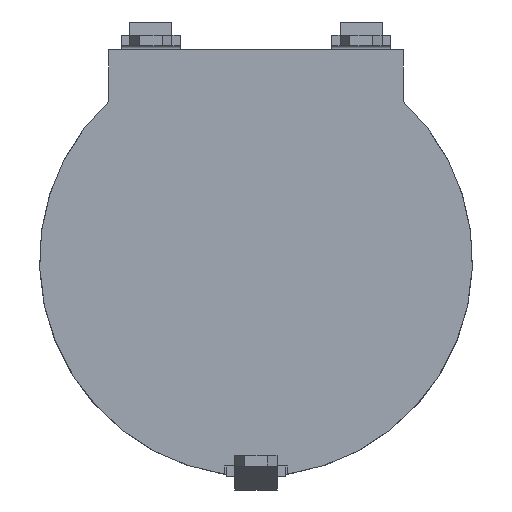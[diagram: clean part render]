
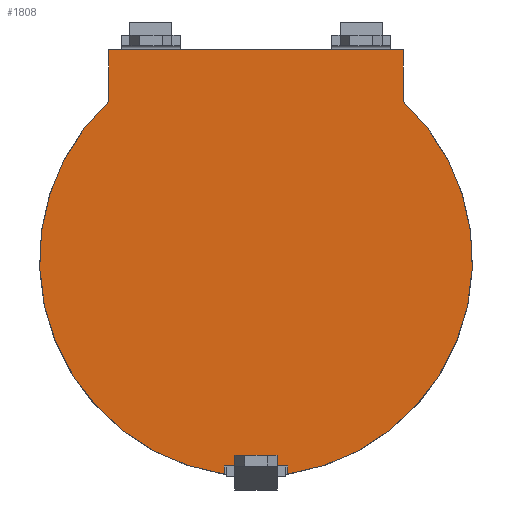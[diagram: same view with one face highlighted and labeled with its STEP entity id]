
A CAD part, front view. The second image highlights one B-rep face of the part: STEP entity #1808.
In plain terms, the highlighted planar face has unit normal (0, -1, 0).
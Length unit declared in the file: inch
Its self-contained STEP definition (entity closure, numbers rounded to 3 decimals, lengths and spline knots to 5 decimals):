
#1=DIRECTION('',(1.,0.,0.));
#2=VECTOR('',#1,0.05512);
#3=CARTESIAN_POINT('',(-0.02756,0.,-0.19291));
#4=LINE('',#3,#2);
#5=DIRECTION('',(1.,0.,0.));
#6=VECTOR('',#5,0.00197);
#7=CARTESIAN_POINT('',(-0.02953,0.,-0.19291));
#8=LINE('',#7,#6);
#9=DIRECTION('',(0.,0.,-1.));
#10=VECTOR('',#9,0.00768);
#11=CARTESIAN_POINT('',(-0.02953,0.,-0.19291));
#12=LINE('',#11,#10);
#13=CARTESIAN_POINT('',(0.,0.,0.));
#14=DIRECTION('',(0.,1.,0.));
#15=DIRECTION('',(-0.146,0.,-0.989));
#16=AXIS2_PLACEMENT_3D('',#13,#14,#15);
#18=DIRECTION('',(0.,0.,1.));
#19=VECTOR('',#18,0.04811);
#20=CARTESIAN_POINT('',(-0.1378,0.,0.14874));
#21=LINE('',#20,#19);
#22=DIRECTION('',(1.,0.,0.));
#23=VECTOR('',#22,0.27559);
#24=CARTESIAN_POINT('',(-0.1378,0.,0.19685));
#25=LINE('',#24,#23);
#26=DIRECTION('',(0.,0.,-1.));
#27=VECTOR('',#26,0.04811);
#28=CARTESIAN_POINT('',(0.1378,0.,0.19685));
#29=LINE('',#28,#27);
#30=CARTESIAN_POINT('',(0.,0.,0.));
#31=DIRECTION('',(0.,1.,0.));
#32=DIRECTION('',(0.68,0.,0.734));
#33=AXIS2_PLACEMENT_3D('',#30,#31,#32);
#35=DIRECTION('',(0.,0.,-1.));
#36=VECTOR('',#35,0.00768);
#37=CARTESIAN_POINT('',(0.02953,0.,-0.19291));
#38=LINE('',#37,#36);
#39=DIRECTION('',(1.,0.,0.));
#40=VECTOR('',#39,0.00197);
#41=CARTESIAN_POINT('',(0.02756,0.,-0.19291));
#42=LINE('',#41,#40);
#1353=CARTESIAN_POINT('',(-0.1378,0.,0.14874));
#1354=CARTESIAN_POINT('',(-0.1378,0.,0.19685));
#1355=VERTEX_POINT('',#1353);
#1356=VERTEX_POINT('',#1354);
#1357=CARTESIAN_POINT('',(0.1378,0.,0.19685));
#1358=VERTEX_POINT('',#1357);
#1359=CARTESIAN_POINT('',(0.1378,0.,0.14874));
#1360=VERTEX_POINT('',#1359);
#1425=CARTESIAN_POINT('',(-0.02953,0.,-0.19291));
#1426=CARTESIAN_POINT('',(-0.02953,0.,-0.20059));
#1427=VERTEX_POINT('',#1425);
#1428=VERTEX_POINT('',#1426);
#1429=CARTESIAN_POINT('',(0.02953,0.,-0.19291));
#1430=CARTESIAN_POINT('',(0.02953,0.,-0.20059));
#1431=VERTEX_POINT('',#1429);
#1432=VERTEX_POINT('',#1430);
#1645=CARTESIAN_POINT('',(-0.02756,0.,-0.19291));
#1646=CARTESIAN_POINT('',(0.02756,0.,-0.19291));
#1647=VERTEX_POINT('',#1645);
#1648=VERTEX_POINT('',#1646);
#1781=CARTESIAN_POINT('',(0.,0.,0.));
#1782=DIRECTION('',(0.,1.,0.));
#1783=DIRECTION('',(1.,0.,0.));
#1784=AXIS2_PLACEMENT_3D('',#1781,#1782,#1783);
#1785=PLANE('',#1784);
#1787=ORIENTED_EDGE('',*,*,#1786,.F.);
#1789=ORIENTED_EDGE('',*,*,#1788,.F.);
#1791=ORIENTED_EDGE('',*,*,#1790,.T.);
#1793=ORIENTED_EDGE('',*,*,#1792,.T.);
#1795=ORIENTED_EDGE('',*,*,#1794,.T.);
#1797=ORIENTED_EDGE('',*,*,#1796,.T.);
#1799=ORIENTED_EDGE('',*,*,#1798,.T.);
#1801=ORIENTED_EDGE('',*,*,#1800,.T.);
#1803=ORIENTED_EDGE('',*,*,#1802,.F.);
#1805=ORIENTED_EDGE('',*,*,#1804,.F.);
#1806=EDGE_LOOP('',(#1787,#1789,#1791,#1793,#1795,#1797,#1799,#1801,#1803,
#1805));
#1807=FACE_OUTER_BOUND('',#1806,.F.);
#1808=ADVANCED_FACE('',(#1807),#1785,.F.);
#17=CIRCLE('',#16,0.20276);
#34=CIRCLE('',#33,0.20276);
#1786=EDGE_CURVE('',#1647,#1648,#4,.T.);
#1788=EDGE_CURVE('',#1427,#1647,#8,.T.);
#1790=EDGE_CURVE('',#1427,#1428,#12,.T.);
#1792=EDGE_CURVE('',#1428,#1355,#17,.T.);
#1794=EDGE_CURVE('',#1355,#1356,#21,.T.);
#1796=EDGE_CURVE('',#1356,#1358,#25,.T.);
#1798=EDGE_CURVE('',#1358,#1360,#29,.T.);
#1800=EDGE_CURVE('',#1360,#1432,#34,.T.);
#1802=EDGE_CURVE('',#1431,#1432,#38,.T.);
#1804=EDGE_CURVE('',#1648,#1431,#42,.T.);
